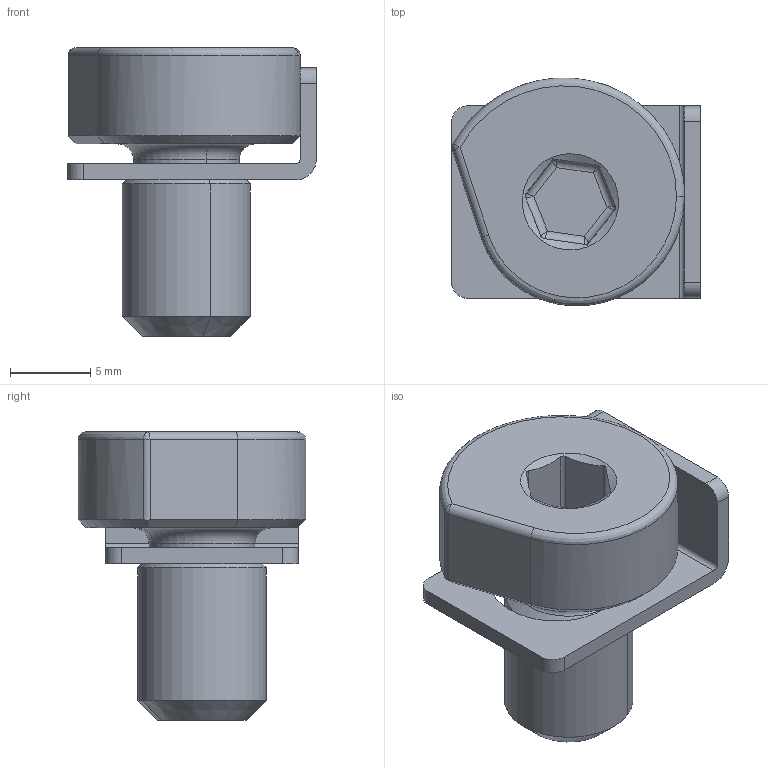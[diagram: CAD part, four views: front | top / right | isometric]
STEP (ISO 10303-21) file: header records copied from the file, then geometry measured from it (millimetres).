
FILE_DESCRIPTION (( 'STEP AP203' ), '1' );
FILE_NAME ('cp135-08001a.STEP', '2021-10-25T23:51:49', ( '' ), ( '' ), 'SwSTEP 2.0', 'SolidWorks 2020', '' );
FILE_SCHEMA (( 'CONFIG_CONTROL_DESIGN' ));
Length unit declared in the file: millimetre
Products named in the file (3): cp135-08001a_02; cp135-08001a; cp135-08001a_01
Assembly tree (2 placements, depth 2):
  cp135-08001a
    cp135-08001a_01
    cp135-08001a_02
Bounding box: 15.5 x 14.21 x 18 mm (x, y, z)
Volume: 1570.7 mm3; surface area: 1373.3 mm2
Topology: 2 solids, 2 shells, 71 faces, 167 edges, 96 vertices
Faces by surface type: cylinder 28, plane 22, bspline 10, cone 6, torus 4, sphere 1
Entity records: 2988 total; most frequent: CARTESIAN_POINT 1182, ORIENTED_EDGE 322, DIRECTION 307, EDGE_CURVE 161, AXIS2_PLACEMENT_3D 116, VERTEX_POINT 96, EDGE_LOOP 75, VECTOR 75
